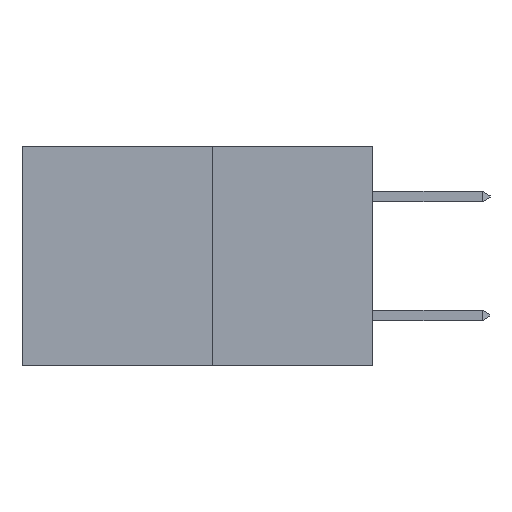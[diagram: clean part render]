
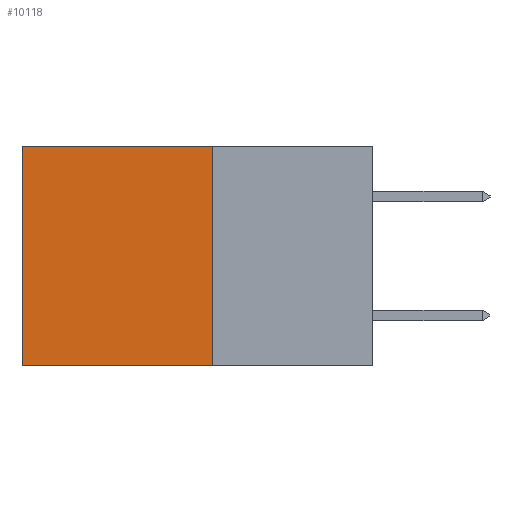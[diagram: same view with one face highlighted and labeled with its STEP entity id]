
A CAD part, left-side view. The second image highlights one B-rep face of the part: STEP entity #10118.
In plain terms, the highlighted planar face has unit normal (-1, 0, 0).
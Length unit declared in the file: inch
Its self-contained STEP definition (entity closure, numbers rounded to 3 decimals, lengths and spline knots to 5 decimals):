
#203 = LINE ( 'NONE', #8493, #7847 ) ;
#526 = DIRECTION ( 'NONE',  ( 0., 1., 0. ) ) ;
#708 = ORIENTED_EDGE ( 'NONE', *, *, #2927, .F. ) ;
#728 = DIRECTION ( 'NONE',  ( 1., 0., 0. ) ) ;
#911 = VERTEX_POINT ( 'NONE', #12269 ) ;
#1229 = VERTEX_POINT ( 'NONE', #12136 ) ;
#1311 = LINE ( 'NONE', #8007, #6256 ) ;
#1898 = LINE ( 'NONE', #6643, #4275 ) ;
#1979 = ORIENTED_EDGE ( 'NONE', *, *, #4051, .T. ) ;
#2927 = EDGE_CURVE ( 'NONE', #911, #1229, #11344, .T. ) ;
#3473 = VERTEX_POINT ( 'NONE', #6838 ) ;
#3875 = VECTOR ( 'NONE', #6495, 39.37008 ) ;
#4051 = EDGE_CURVE ( 'NONE', #3473, #11132, #1311, .T. ) ;
#4275 = VECTOR ( 'NONE', #12496, 39.37008 ) ;
#4459 = DIRECTION ( 'NONE',  ( 0., 0., -1. ) ) ;
#4753 = AXIS2_PLACEMENT_3D ( 'NONE', #6656, #728, #7677 ) ;
#6119 = CARTESIAN_POINT ( 'NONE',  ( 0.277, 0.27, -0.37 ) ) ;
#6218 = CARTESIAN_POINT ( 'NONE',  ( 0.277, 0.59, -0.37 ) ) ;
#6256 = VECTOR ( 'NONE', #4459, 39.37008 ) ;
#6300 = ORIENTED_EDGE ( 'NONE', *, *, #10769, .T. ) ;
#6495 = DIRECTION ( 'NONE',  ( 0., 0., -1. ) ) ;
#6643 = CARTESIAN_POINT ( 'NONE',  ( 0.277, 0.27, 0. ) ) ;
#6656 = CARTESIAN_POINT ( 'NONE',  ( 0.277, 0.27, -0.37 ) ) ;
#6838 = CARTESIAN_POINT ( 'NONE',  ( 0.277, 0.59, 0. ) ) ;
#7677 = DIRECTION ( 'NONE',  ( 0., 0., -1. ) ) ;
#7847 = VECTOR ( 'NONE', #526, 39.37008 ) ;
#7881 = EDGE_LOOP ( 'NONE', ( #1979, #8784, #708, #6300 ) ) ;
#8007 = CARTESIAN_POINT ( 'NONE',  ( 0.277, 0.59, -0.37 ) ) ;
#8051 = EDGE_CURVE ( 'NONE', #1229, #11132, #203, .T. ) ;
#8493 = CARTESIAN_POINT ( 'NONE',  ( 0.277, 0.27, -0.37 ) ) ;
#8784 = ORIENTED_EDGE ( 'NONE', *, *, #8051, .F. ) ;
#9031 = FACE_OUTER_BOUND ( 'NONE', #7881, .T. ) ;
#10118 = ADVANCED_FACE ( 'NONE', ( #9031 ), #10576, .F. ) ;
#10576 = PLANE ( 'NONE',  #4753 ) ;
#10769 = EDGE_CURVE ( 'NONE', #911, #3473, #1898, .T. ) ;
#11132 = VERTEX_POINT ( 'NONE', #6218 ) ;
#11344 = LINE ( 'NONE', #6119, #3875 ) ;
#12136 = CARTESIAN_POINT ( 'NONE',  ( 0.277, 0.27, -0.37 ) ) ;
#12269 = CARTESIAN_POINT ( 'NONE',  ( 0.277, 0.27, 0. ) ) ;
#12496 = DIRECTION ( 'NONE',  ( 0., 1., 0. ) ) ;
